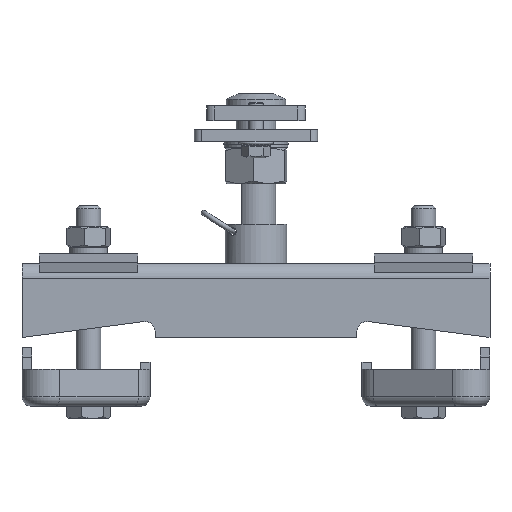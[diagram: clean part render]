
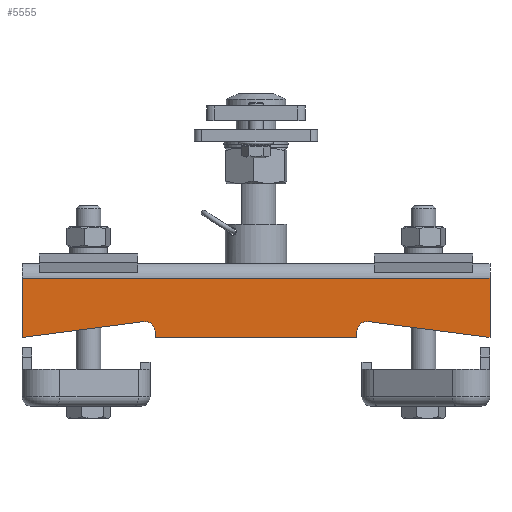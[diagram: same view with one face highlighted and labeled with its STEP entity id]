
A CAD part, front view. The second image highlights one B-rep face of the part: STEP entity #5555.
In plain terms, the highlighted face is planar.
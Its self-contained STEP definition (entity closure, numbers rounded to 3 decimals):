
#362=LINE('',#8910,#789);
#366=LINE('',#8919,#793);
#368=LINE('',#8923,#795);
#370=LINE('',#8927,#797);
#373=LINE('',#8935,#800);
#379=LINE('',#8956,#806);
#380=LINE('',#8958,#807);
#381=LINE('',#8959,#808);
#789=VECTOR('',#7062,49.9);
#793=VECTOR('',#7072,2.448);
#795=VECTOR('',#7076,82.);
#797=VECTOR('',#7080,2.448);
#800=VECTOR('',#7089,49.9);
#806=VECTOR('',#7111,24.);
#807=VECTOR('',#7112,190.);
#808=VECTOR('',#7113,24.);
#1346=FACE_OUTER_BOUND('',#1663,.T.);
#1663=EDGE_LOOP('',(#3840,#3841,#3842,#3843,#3844,#3845,#3846,#3847,#3848,
#3849));
#1999=CIRCLE('',#6320,4.);
#2000=CIRCLE('',#6325,4.);
#2357=VERTEX_POINT('',#8907);
#2358=VERTEX_POINT('',#8909);
#2359=VERTEX_POINT('',#8913);
#2360=VERTEX_POINT('',#8917);
#2361=VERTEX_POINT('',#8921);
#2362=VERTEX_POINT('',#8925);
#2363=VERTEX_POINT('',#8929);
#2364=VERTEX_POINT('',#8933);
#2371=VERTEX_POINT('',#8955);
#2372=VERTEX_POINT('',#8957);
#2928=EDGE_CURVE('',#2358,#2357,#362,.T.);
#2931=EDGE_CURVE('',#2357,#2359,#1999,.F.);
#2933=EDGE_CURVE('',#2359,#2360,#366,.F.);
#2935=EDGE_CURVE('',#2360,#2361,#368,.F.);
#2937=EDGE_CURVE('',#2361,#2362,#370,.T.);
#2939=EDGE_CURVE('',#2362,#2363,#2000,.F.);
#2941=EDGE_CURVE('',#2363,#2364,#373,.T.);
#2951=EDGE_CURVE('',#2364,#2371,#379,.T.);
#2952=EDGE_CURVE('',#2372,#2371,#380,.T.);
#2953=EDGE_CURVE('',#2372,#2358,#381,.F.);
#3840=ORIENTED_EDGE('',*,*,#2951,.T.);
#3841=ORIENTED_EDGE('',*,*,#2952,.F.);
#3842=ORIENTED_EDGE('',*,*,#2953,.T.);
#3843=ORIENTED_EDGE('',*,*,#2928,.T.);
#3844=ORIENTED_EDGE('',*,*,#2931,.T.);
#3845=ORIENTED_EDGE('',*,*,#2933,.T.);
#3846=ORIENTED_EDGE('',*,*,#2935,.T.);
#3847=ORIENTED_EDGE('',*,*,#2937,.T.);
#3848=ORIENTED_EDGE('',*,*,#2939,.T.);
#3849=ORIENTED_EDGE('',*,*,#2941,.T.);
#5384=PLANE('',#6334);
#5555=ADVANCED_FACE('',(#1346),#5384,.T.);
#6320=AXIS2_PLACEMENT_3D('',#8915,#7067,#7068);
#6325=AXIS2_PLACEMENT_3D('',#8931,#7084,#7085);
#6334=AXIS2_PLACEMENT_3D('',#8954,#7109,#7110);
#7062=DIRECTION('',(0.,-0.992,0.129));
#7067=DIRECTION('center_axis',(-1.,0.,0.));
#7068=DIRECTION('ref_axis',(0.,0.,1.));
#7072=DIRECTION('',(0.,0.,1.));
#7076=DIRECTION('',(0.,1.,0.));
#7080=DIRECTION('',(0.,0.,1.));
#7084=DIRECTION('center_axis',(-1.,0.,0.));
#7085=DIRECTION('ref_axis',(0.,0.,1.));
#7089=DIRECTION('',(0.,-0.992,-0.129));
#7109=DIRECTION('center_axis',(-1.,0.,0.));
#7110=DIRECTION('ref_axis',(0.,0.,1.));
#7111=DIRECTION('',(0.,0.,1.));
#7112=DIRECTION('',(0.,-1.,0.));
#7113=DIRECTION('',(0.,0.,1.));
#8907=CARTESIAN_POINT('',(-25.,45.514,-23.585));
#8909=CARTESIAN_POINT('',(-25.,95.,-30.));
#8910=CARTESIAN_POINT('',(-25.,95.,-30.));
#8913=CARTESIAN_POINT('',(-25.,41.,-27.552));
#8915=CARTESIAN_POINT('Origin',(-25.,45.,-27.552));
#8917=CARTESIAN_POINT('',(-25.,41.,-30.));
#8919=CARTESIAN_POINT('',(-25.,41.,-30.));
#8921=CARTESIAN_POINT('',(-25.,-41.,-30.));
#8923=CARTESIAN_POINT('',(-25.,-41.,-30.));
#8925=CARTESIAN_POINT('',(-25.,-41.,-27.552));
#8927=CARTESIAN_POINT('',(-25.,-41.,-30.));
#8929=CARTESIAN_POINT('',(-25.,-45.514,-23.585));
#8931=CARTESIAN_POINT('Origin',(-25.,-45.,-27.552));
#8933=CARTESIAN_POINT('',(-25.,-95.,-30.));
#8935=CARTESIAN_POINT('',(-25.,-45.514,-23.585));
#8954=CARTESIAN_POINT('Origin',(-25.,95.,0.));
#8955=CARTESIAN_POINT('',(-25.,-95.,-6.));
#8956=CARTESIAN_POINT('',(-25.,-95.,-30.));
#8957=CARTESIAN_POINT('',(-25.,95.,-6.));
#8958=CARTESIAN_POINT('',(-25.,95.,-6.));
#8959=CARTESIAN_POINT('',(-25.,95.,-30.));
